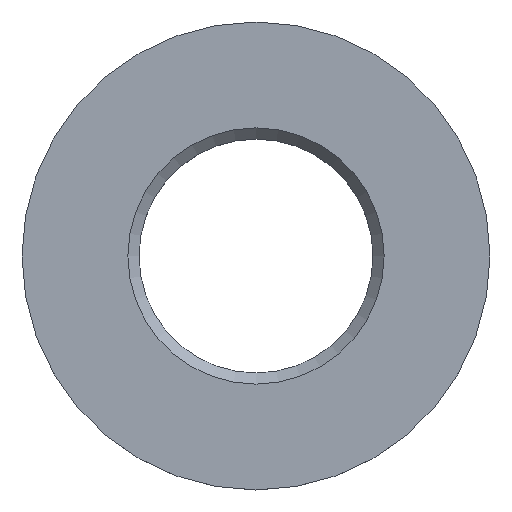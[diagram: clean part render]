
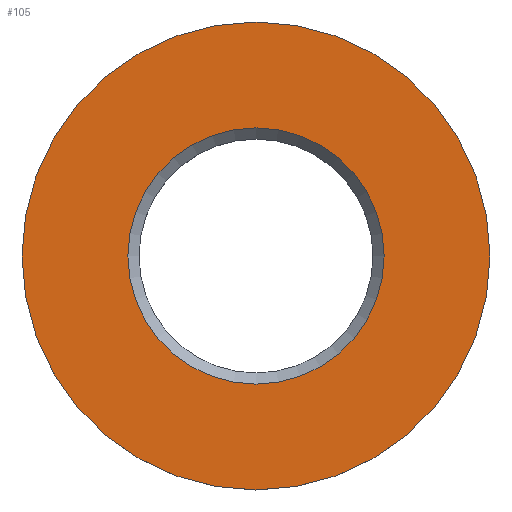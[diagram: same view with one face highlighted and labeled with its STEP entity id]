
A CAD part, top view. The second image highlights one B-rep face of the part: STEP entity #105.
In plain terms, the highlighted planar face has unit normal (0, 0, 1).
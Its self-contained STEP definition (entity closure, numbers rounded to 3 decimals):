
#77=EDGE_CURVE('',#113,#111,#182,.T.);
#79=EDGE_CURVE('',#107,#89,#184,.T.);
#83=EDGE_CURVE('',#111,#113,#189,.T.);
#89=VERTEX_POINT('',#196);
#97=EDGE_CURVE('',#89,#107,#204,.T.);
#105=ADVANCED_FACE('',(#213,#214),#215,.T.);
#107=VERTEX_POINT('',#217);
#111=VERTEX_POINT('',#221);
#113=VERTEX_POINT('',#223);
#182=CIRCLE('',#291,10.5);
#184=CIRCLE('',#294,5.75);
#189=CIRCLE('',#300,10.5);
#196=CARTESIAN_POINT('',(5.75,0.,4.0));
#204=CIRCLE('',#319,5.75);
#213=FACE_OUTER_BOUND('',#331,.T.);
#214=FACE_BOUND('',#332,.T.);
#215=PLANE('',#333);
#217=CARTESIAN_POINT('',(-5.75,0.,4.0));
#221=CARTESIAN_POINT('',(-10.5,0.,4.0));
#223=CARTESIAN_POINT('',(10.5,0.,4.0));
#291=AXIS2_PLACEMENT_3D('',#422,#423,#424);
#294=AXIS2_PLACEMENT_3D('',#425,#426,#427);
#300=AXIS2_PLACEMENT_3D('',#436,#437,#438);
#319=AXIS2_PLACEMENT_3D('',#456,#457,#458);
#331=EDGE_LOOP('',(#472,#473));
#332=EDGE_LOOP('',(#474,#475));
#333=AXIS2_PLACEMENT_3D('',#476,#477,#478);
#422=CARTESIAN_POINT('',(0.,0.,4.0));
#423=DIRECTION('',(-0.0,0.0,-1.0));
#424=DIRECTION('',(-1.0,0.,0.0));
#425=CARTESIAN_POINT('',(0.,0.,4.0));
#426=DIRECTION('',(-0.0,0.0,-1.0));
#427=DIRECTION('',(-1.0,0.,0.0));
#436=CARTESIAN_POINT('',(0.,0.,4.0));
#437=DIRECTION('',(-0.0,0.0,-1.0));
#438=DIRECTION('',(-1.0,0.,0.0));
#456=CARTESIAN_POINT('',(0.,0.,4.0));
#457=DIRECTION('',(-0.0,0.0,-1.0));
#458=DIRECTION('',(-1.0,0.,0.0));
#472=ORIENTED_EDGE('',*,*,#83,.F.);
#473=ORIENTED_EDGE('',*,*,#77,.F.);
#474=ORIENTED_EDGE('',*,*,#79,.T.);
#475=ORIENTED_EDGE('',*,*,#97,.T.);
#476=CARTESIAN_POINT('',(-8.125,0.,4.0));
#477=DIRECTION('',(0.0,0.0,1.0));
#478=DIRECTION('',(-1.0,0.,0.0));
